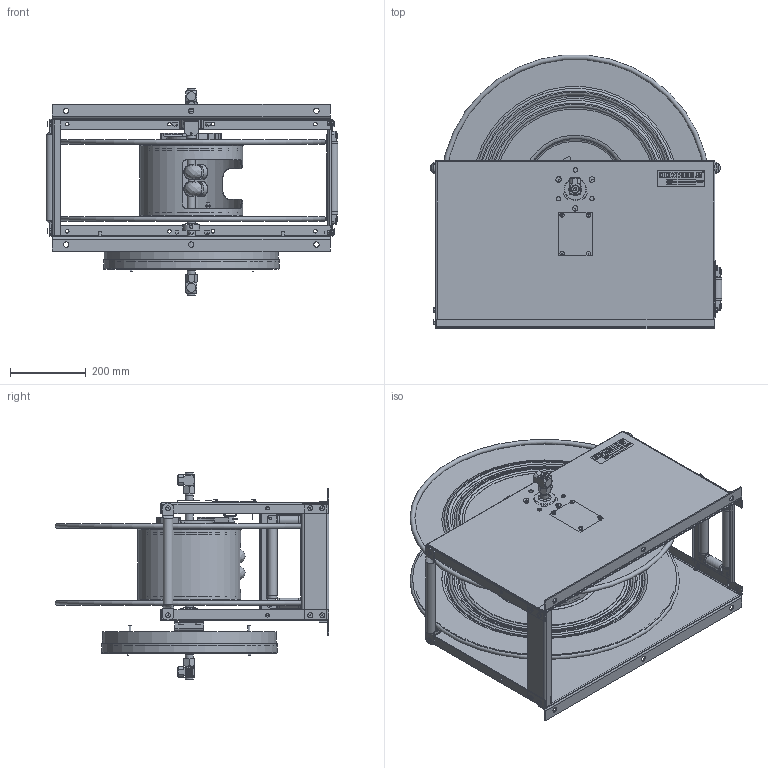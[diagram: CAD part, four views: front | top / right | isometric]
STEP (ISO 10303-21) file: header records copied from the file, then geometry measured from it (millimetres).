
FILE_DESCRIPTION(/* description */ (''),/* implementation_level */ '2;1');
FILE_NAME(/* name */ 'DLPL-4100_SHARED.stp',/* time_stamp */ '2016-12-07T13:38:52-07:00',/* author */ ('jkusbel'),/* organization */ (''),/* preprocessor_version */ 'ST-DEVELOPER v15.6',/* originating_system */ 'Autodesk Inventor 2015',/* authorisation */ '');
FILE_SCHEMA (('AUTOMOTIVE_DESIGN { 1 0 10303 214 3 1 1 }'));
Length unit declared in the file: inch
Products named in the file (1): DLPL-4100_SHARED
Bounding box: 770.61 x 722.55 x 545.47 mm (x, y, z)
Surface area: 4049203.6 mm2 (no closed solid volume)
Topology: 0 solids, 172 shells, 398 faces, 4616 edges, 4320 vertices
Faces by surface type: plane 231, cylinder 94, torus 45, bspline 12, cone 12, sphere 4
Full cylindrical faces by diameter (mm): 6.35 x4, 7.938 x3, 12.7 x1, 14.287 x2, 15.875 x1, 20.574 x2, 20.625 x2, 20.955 x1, 21.336 x4, 25.4 x16, 41.402 x1, 44.323 x1, 267.716 x1, 271.511 x1, 460.248 x1, 461.772 x1, 463.291 x1
Entity records: 43401 total; most frequent: CARTESIAN_POINT 13033, DIRECTION 5059, ORIENTED_EDGE 4825, EDGE_CURVE 4488, VERTEX_POINT 4296, LINE 2475, VECTOR 2475, AXIS2_PLACEMENT_3D 1292
